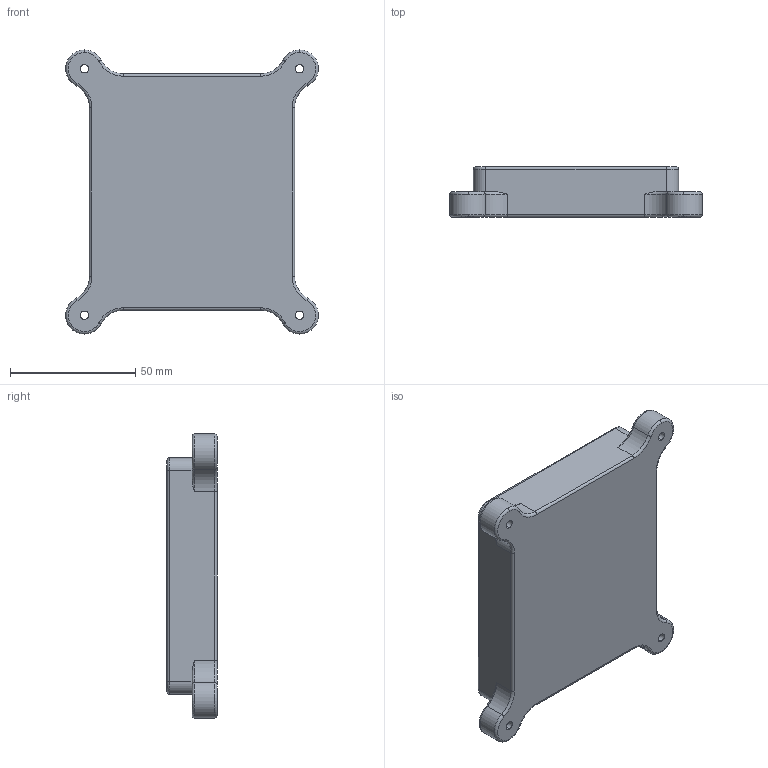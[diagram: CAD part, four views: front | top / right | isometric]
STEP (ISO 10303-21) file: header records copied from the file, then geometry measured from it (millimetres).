
FILE_DESCRIPTION (( 'STEP AP214' ), '1' );
FILE_NAME ('neucleo_holder.STEP', '2025-02-22T07:00:21', ( '' ), ( '' ), 'SwSTEP 2.0', 'SolidWorks 2024', '' );
FILE_SCHEMA (( 'AUTOMOTIVE_DESIGN' ));
Length unit declared in the file: millimetre
Products named in the file (1): neucleo_holder
Bounding box: 100.96 x 20 x 113.5 mm (x, y, z)
Volume: 67884.3 mm3; surface area: 28805.3 mm2
Topology: 1 solids, 1 shells, 173 faces, 419 edges, 250 vertices
Faces by surface type: cylinder 64, torus 56, plane 49, sphere 4
Entity records: 5122 total; most frequent: DIRECTION 973, CARTESIAN_POINT 913, ORIENTED_EDGE 830, EDGE_CURVE 415, AXIS2_PLACEMENT_3D 394, VERTEX_POINT 250, CIRCLE 220, EDGE_LOOP 187
